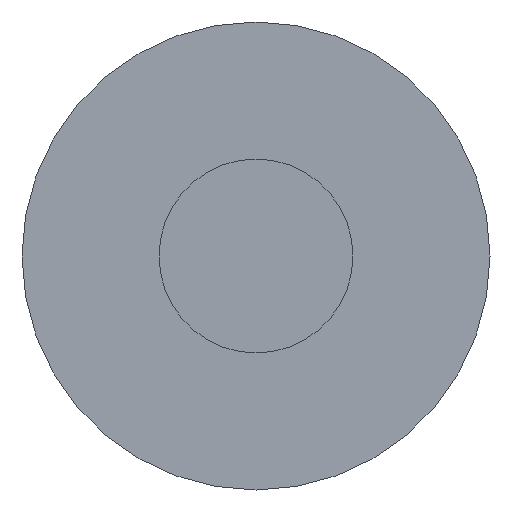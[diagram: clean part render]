
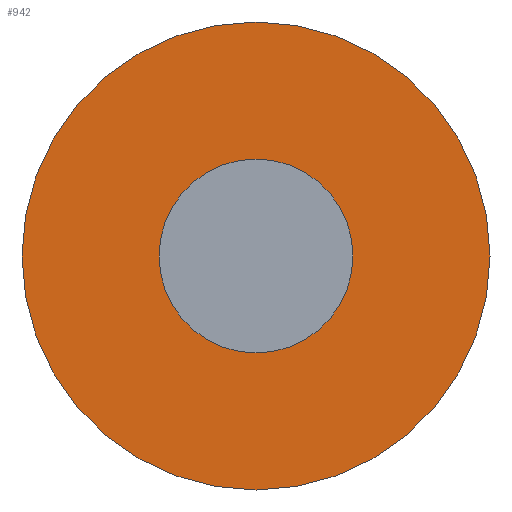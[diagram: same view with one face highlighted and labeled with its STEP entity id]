
A CAD part, front view. The second image highlights one B-rep face of the part: STEP entity #942.
In plain terms, the highlighted planar face has unit normal (0, -1, 0).
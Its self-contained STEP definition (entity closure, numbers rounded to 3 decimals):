
#880=CARTESIAN_POINT('',(-0.,0.,1.75));
#881=VERTEX_POINT('',#880);
#888=CARTESIAN_POINT('',(-0.,0.,-1.75));
#889=VERTEX_POINT('',#888);
#890=CARTESIAN_POINT('',(0.,0.,0.));
#891=DIRECTION('',(0.,-1.,0.));
#892=DIRECTION('',(0.,0.,-1.));
#893=AXIS2_PLACEMENT_3D('',#890,#891,#892);
#894=CIRCLE('',#893,1.75);
#895=EDGE_CURVE('',#889,#881,#894,.T.);
#907=CARTESIAN_POINT('',(1.75,0.,0.));
#908=DIRECTION('',(0.,1.,0.));
#909=DIRECTION('',(0.,0.,1.));
#910=AXIS2_PLACEMENT_3D('',#907,#908,#909);
#911=PLANE('',#910);
#912=CARTESIAN_POINT('',(-0.,0.,0.725));
#913=VERTEX_POINT('',#912);
#914=CARTESIAN_POINT('',(-0.,0.,-0.725));
#915=VERTEX_POINT('',#914);
#916=CARTESIAN_POINT('',(0.,0.,0.));
#917=DIRECTION('',(0.,-1.,0.));
#918=DIRECTION('',(0.,0.,-1.));
#919=AXIS2_PLACEMENT_3D('',#916,#917,#918);
#920=CIRCLE('',#919,0.725);
#921=EDGE_CURVE('',#913,#915,#920,.T.);
#922=ORIENTED_EDGE('',*,*,#921,.F.);
#923=CARTESIAN_POINT('',(0.,0.,0.));
#924=DIRECTION('',(0.,-1.,0.));
#925=DIRECTION('',(0.,0.,-1.));
#926=AXIS2_PLACEMENT_3D('',#923,#924,#925);
#927=CIRCLE('',#926,0.725);
#928=EDGE_CURVE('',#915,#913,#927,.T.);
#929=ORIENTED_EDGE('',*,*,#928,.F.);
#930=EDGE_LOOP('',(#922,#929));
#931=FACE_BOUND('',#930,.T.);
#932=ORIENTED_EDGE('',*,*,#895,.T.);
#933=CARTESIAN_POINT('',(0.,0.,0.));
#934=DIRECTION('',(0.,-1.,0.));
#935=DIRECTION('',(0.,0.,-1.));
#936=AXIS2_PLACEMENT_3D('',#933,#934,#935);
#937=CIRCLE('',#936,1.75);
#938=EDGE_CURVE('',#881,#889,#937,.T.);
#939=ORIENTED_EDGE('',*,*,#938,.T.);
#940=EDGE_LOOP('',(#932,#939));
#941=FACE_BOUND('',#940,.T.);
#942=ADVANCED_FACE('',(#931,#941),#911,.F.);
